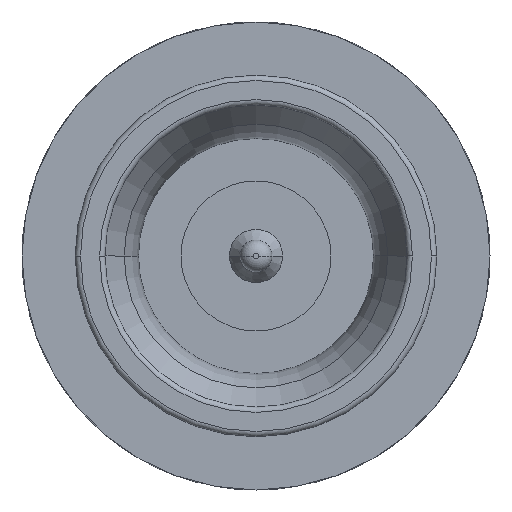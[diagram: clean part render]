
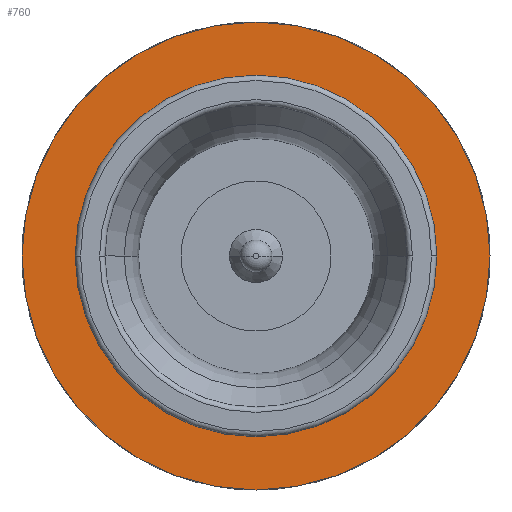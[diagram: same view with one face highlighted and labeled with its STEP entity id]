
A CAD part, left-side view. The second image highlights one B-rep face of the part: STEP entity #760.
In plain terms, the highlighted planar face has unit normal (-1, 0, 0).
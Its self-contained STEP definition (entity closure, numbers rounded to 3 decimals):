
#7 = CARTESIAN_POINT ( 'NONE',  ( 1.46, 1.7, 0. ) ) ;
#40 = EDGE_LOOP ( 'NONE', ( #1500, #196 ) ) ;
#150 = AXIS2_PLACEMENT_3D ( 'NONE', #1543, #1410, #1652 ) ;
#164 = EDGE_CURVE ( 'NONE', #818, #846, #290, .T. ) ;
#196 = ORIENTED_EDGE ( 'NONE', *, *, #1244, .F. ) ;
#290 = CIRCLE ( 'NONE', #1022, 2.2 ) ;
#417 = DIRECTION ( 'NONE',  ( 1., 0., 0. ) ) ;
#424 = DIRECTION ( 'NONE',  ( 1., 0., 0. ) ) ;
#446 = FACE_BOUND ( 'NONE', #1750, .T. ) ;
#574 = DIRECTION ( 'NONE',  ( 0., -1., 0. ) ) ;
#580 = CARTESIAN_POINT ( 'NONE',  ( 1.46, 2.2, 0. ) ) ;
#600 = CARTESIAN_POINT ( 'NONE',  ( 1.46, -1.7, 0. ) ) ;
#621 = CIRCLE ( 'NONE', #1313, 2.2 ) ;
#622 = CIRCLE ( 'NONE', #1422, 1.7 ) ;
#700 = VERTEX_POINT ( 'NONE', #981 ) ;
#737 = AXIS2_PLACEMENT_3D ( 'NONE', #7, #1009, #574 ) ;
#760 = ADVANCED_FACE ( 'NONE', ( #446, #1117 ), #1678, .F. ) ;
#818 = VERTEX_POINT ( 'NONE', #580 ) ;
#823 = EDGE_CURVE ( 'NONE', #890, #700, #943, .T. ) ;
#846 = VERTEX_POINT ( 'NONE', #1590 ) ;
#890 = VERTEX_POINT ( 'NONE', #600 ) ;
#943 = CIRCLE ( 'NONE', #150, 1.7 ) ;
#968 = ORIENTED_EDGE ( 'NONE', *, *, #823, .T. ) ;
#981 = CARTESIAN_POINT ( 'NONE',  ( 1.46, 1.7, 0. ) ) ;
#1009 = DIRECTION ( 'NONE',  ( 1., 0., 0. ) ) ;
#1022 = AXIS2_PLACEMENT_3D ( 'NONE', #1549, #417, #1521 ) ;
#1117 = FACE_OUTER_BOUND ( 'NONE', #40, .T. ) ;
#1120 = CARTESIAN_POINT ( 'NONE',  ( 1.46, 0., 0. ) ) ;
#1158 = CARTESIAN_POINT ( 'NONE',  ( 1.46, 0., 0. ) ) ;
#1244 = EDGE_CURVE ( 'NONE', #846, #818, #621, .T. ) ;
#1313 = AXIS2_PLACEMENT_3D ( 'NONE', #1120, #424, #1644 ) ;
#1367 = EDGE_CURVE ( 'NONE', #700, #890, #622, .T. ) ;
#1410 = DIRECTION ( 'NONE',  ( 1., 0., 0. ) ) ;
#1422 = AXIS2_PLACEMENT_3D ( 'NONE', #1158, #1567, #1703 ) ;
#1500 = ORIENTED_EDGE ( 'NONE', *, *, #164, .F. ) ;
#1521 = DIRECTION ( 'NONE',  ( 0., 1., 0. ) ) ;
#1543 = CARTESIAN_POINT ( 'NONE',  ( 1.46, 0., 0. ) ) ;
#1549 = CARTESIAN_POINT ( 'NONE',  ( 1.46, 0., 0. ) ) ;
#1567 = DIRECTION ( 'NONE',  ( 1., 0., 0. ) ) ;
#1590 = CARTESIAN_POINT ( 'NONE',  ( 1.46, -2.2, 0. ) ) ;
#1644 = DIRECTION ( 'NONE',  ( 0., 1., 0. ) ) ;
#1652 = DIRECTION ( 'NONE',  ( 0., 1., 0. ) ) ;
#1678 = PLANE ( 'NONE',  #737 ) ;
#1703 = DIRECTION ( 'NONE',  ( 0., 1., 0. ) ) ;
#1750 = EDGE_LOOP ( 'NONE', ( #1782, #968 ) ) ;
#1782 = ORIENTED_EDGE ( 'NONE', *, *, #1367, .T. ) ;
